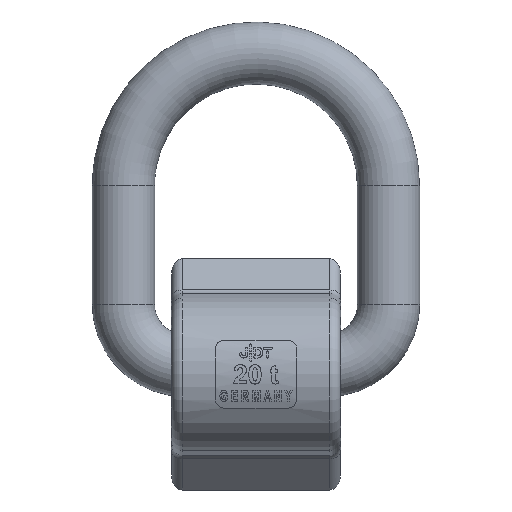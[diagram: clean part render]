
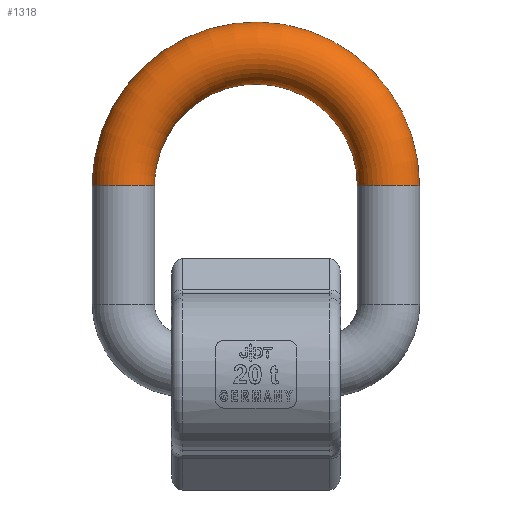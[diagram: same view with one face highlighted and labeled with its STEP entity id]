
A CAD part, top view. The second image highlights one B-rep face of the part: STEP entity #1318.
In plain terms, the highlighted toroidal (fillet/blend) face has major radius 98 mm and minor radius 23 mm.
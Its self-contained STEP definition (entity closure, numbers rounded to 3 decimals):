
#1318=ADVANCED_FACE('',(#1555,#1556),#1544,.T.);
#1544=TOROIDAL_SURFACE('',#4105,98.,23.);
#1555=FACE_BOUND('',#1592,.T.);
#1556=FACE_BOUND('',#1593,.T.);
#1592=EDGE_LOOP('',(#1844));
#1593=EDGE_LOOP('',(#1845));
#1844=ORIENTED_EDGE('',*,*,#3398,.F.);
#1845=ORIENTED_EDGE('',*,*,#3399,.T.);
#3012=VERTEX_POINT('',#5503);
#3013=VERTEX_POINT('',#5505);
#3398=EDGE_CURVE('',#3012,#3012,#3982,.T.);
#3399=EDGE_CURVE('',#3013,#3013,#3983,.T.);
#3982=CIRCLE('',#4103,23.);
#3983=CIRCLE('',#4104,23.);
#4103=AXIS2_PLACEMENT_3D('',#5502,#4460,#4461);
#4104=AXIS2_PLACEMENT_3D('',#5504,#4462,#4463);
#4105=AXIS2_PLACEMENT_3D('',#5506,#4464,#4465);
#4460=DIRECTION('',(0.,-1.,0.));
#4461=DIRECTION('',(-1.,0.,0.));
#4462=DIRECTION('',(0.,1.,0.));
#4463=DIRECTION('',(1.,0.,0.));
#4464=DIRECTION('',(0.,0.,1.));
#4465=DIRECTION('',(1.,0.,0.));
#5502=CARTESIAN_POINT('',(98.,139.65,-9.5));
#5503=CARTESIAN_POINT('',(75.,139.65,-9.5));
#5504=CARTESIAN_POINT('',(-98.,139.65,-9.5));
#5505=CARTESIAN_POINT('',(-75.,139.65,-9.5));
#5506=CARTESIAN_POINT('',(0.,139.65,-9.5));
